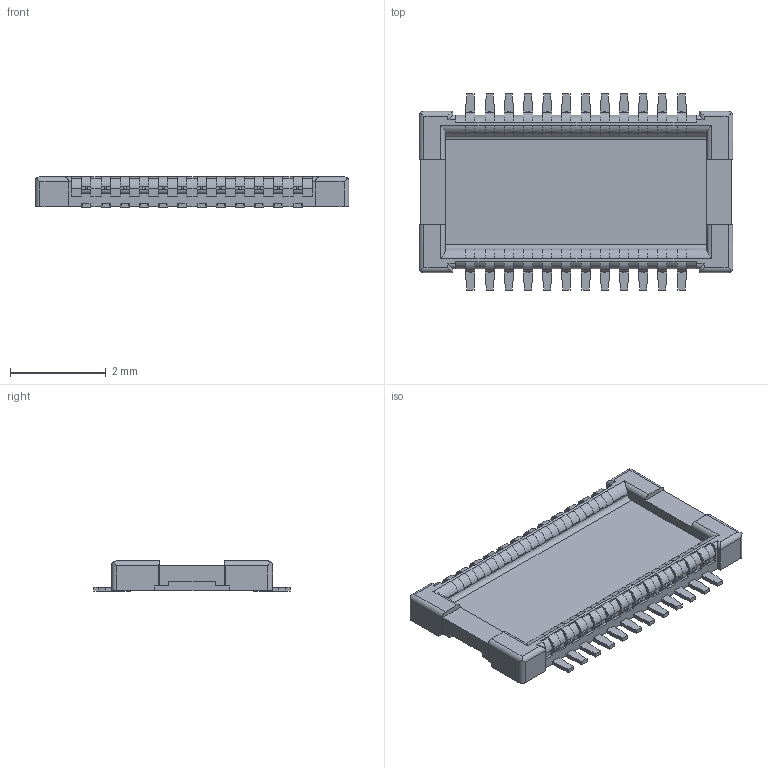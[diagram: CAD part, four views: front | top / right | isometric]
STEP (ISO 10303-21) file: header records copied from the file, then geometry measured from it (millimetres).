
FILE_DESCRIPTION(/* description */ ('Unknown'),/* implementation_level */ '2;1');
FILE_NAME(/* name */ 'J_Wurth_WR-BTB_658460621024',/* time_stamp */ '2025-05-22T16:36:13+08:00',/* author */ ('Unknown'),/* organization */ ('Unknown'),/* preprocessor_version */ 'ST-DEVELOPER v19.4',/* originating_system */ 'Solid Edge',/* authorisation */ 'Unknown');
FILE_SCHEMA (('AUTOMOTIVE_DESIGN {1 0 10303 214 3 1 1}'));
Length unit declared in the file: millimetre
Products named in the file (2): J_Wurth_WR-BTB_658460621024
Assembly tree (1 placements, depth 2):
  J_Wurth_WR-BTB_658460621024
    J_Wurth_WR-BTB_658460621024
Bounding box: 6.54 x 4.1 x 0.63 mm (x, y, z)
Volume: 8.7 mm3; surface area: 70.3 mm2
Topology: 1 solids, 1 shells, 1200 faces, 3406 edges, 2184 vertices
Faces by surface type: plane 954, cylinder 246
Entity records: 46902 total; most frequent: CARTESIAN_POINT 6956, ORIENTED_EDGE 6812, DIRECTION 6290, EDGE_CURVE 3406, LINE 2822, VECTOR 2822, VERTEX_POINT 2184, AXIS2_PLACEMENT_3D 1734
